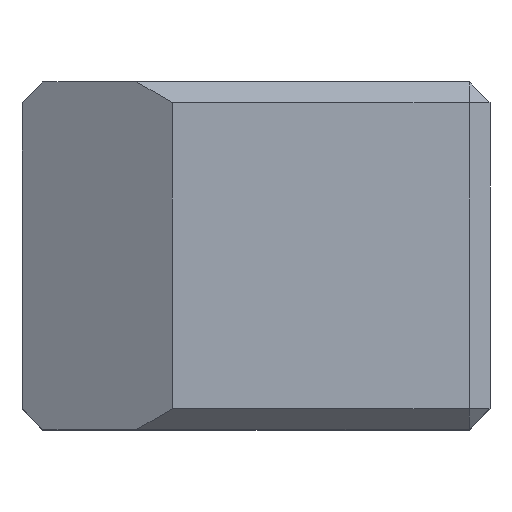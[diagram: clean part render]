
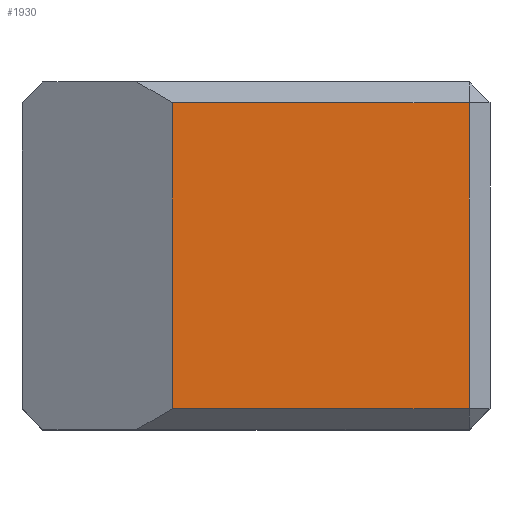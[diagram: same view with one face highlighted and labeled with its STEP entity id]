
A CAD part, top view. The second image highlights one B-rep face of the part: STEP entity #1930.
In plain terms, the highlighted planar face has unit normal (0, 0, 1).
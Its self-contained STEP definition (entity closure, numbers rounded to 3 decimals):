
#64 = EDGE_CURVE ( 'NONE', #2281, #612, #825, .T. ) ;
#129 = ORIENTED_EDGE ( 'NONE', *, *, #1575, .T. ) ;
#131 = CARTESIAN_POINT ( 'NONE',  ( 0., -28., 30.37 ) ) ;
#162 = DIRECTION ( 'NONE',  ( -1., 0., 0. ) ) ;
#335 = CARTESIAN_POINT ( 'NONE',  ( -21.15, -28., 30.37 ) ) ;
#542 = VERTEX_POINT ( 'NONE', #970 ) ;
#571 = PLANE ( 'NONE',  #1170 ) ;
#612 = VERTEX_POINT ( 'NONE', #996 ) ;
#634 = LINE ( 'NONE', #686, #2628 ) ;
#664 = EDGE_CURVE ( 'NONE', #743, #542, #987, .T. ) ;
#686 = CARTESIAN_POINT ( 'NONE',  ( -21.15, -25., 30.37 ) ) ;
#743 = VERTEX_POINT ( 'NONE', #2048 ) ;
#775 = CARTESIAN_POINT ( 'NONE',  ( 0., -25., 30.37 ) ) ;
#825 = LINE ( 'NONE', #131, #923 ) ;
#876 = DIRECTION ( 'NONE',  ( 0., -1., 0. ) ) ;
#923 = VECTOR ( 'NONE', #1395, 1000. ) ;
#970 = CARTESIAN_POINT ( 'NONE',  ( -21.15, -72., 30.37 ) ) ;
#987 = LINE ( 'NONE', #1187, #1625 ) ;
#996 = CARTESIAN_POINT ( 'NONE',  ( 21.522, -28., 30.37 ) ) ;
#1058 = DIRECTION ( 'NONE',  ( 0., 0., -1. ) ) ;
#1170 = AXIS2_PLACEMENT_3D ( 'NONE', #775, #1058, #876 ) ;
#1187 = CARTESIAN_POINT ( 'NONE',  ( -21.15, -72., 30.37 ) ) ;
#1395 = DIRECTION ( 'NONE',  ( 1., 0., 0. ) ) ;
#1406 = EDGE_CURVE ( 'NONE', #612, #743, #2347, .T. ) ;
#1486 = VECTOR ( 'NONE', #1896, 1000. ) ;
#1575 = EDGE_CURVE ( 'NONE', #2281, #542, #634, .T. ) ;
#1604 = ORIENTED_EDGE ( 'NONE', *, *, #1406, .F. ) ;
#1625 = VECTOR ( 'NONE', #162, 1000. ) ;
#1764 = EDGE_LOOP ( 'NONE', ( #129, #2129, #1604, #2657 ) ) ;
#1861 = FACE_OUTER_BOUND ( 'NONE', #1764, .T. ) ;
#1896 = DIRECTION ( 'NONE',  ( 0., -1., 0. ) ) ;
#1930 = ADVANCED_FACE ( 'NONE', ( #1861 ), #571, .F. ) ;
#1932 = CARTESIAN_POINT ( 'NONE',  ( 21.522, -25., 30.37 ) ) ;
#2048 = CARTESIAN_POINT ( 'NONE',  ( 21.522, -72., 30.37 ) ) ;
#2129 = ORIENTED_EDGE ( 'NONE', *, *, #664, .F. ) ;
#2281 = VERTEX_POINT ( 'NONE', #335 ) ;
#2347 = LINE ( 'NONE', #1932, #1486 ) ;
#2368 = DIRECTION ( 'NONE',  ( 0., -1., 0. ) ) ;
#2628 = VECTOR ( 'NONE', #2368, 1000. ) ;
#2657 = ORIENTED_EDGE ( 'NONE', *, *, #64, .F. ) ;
